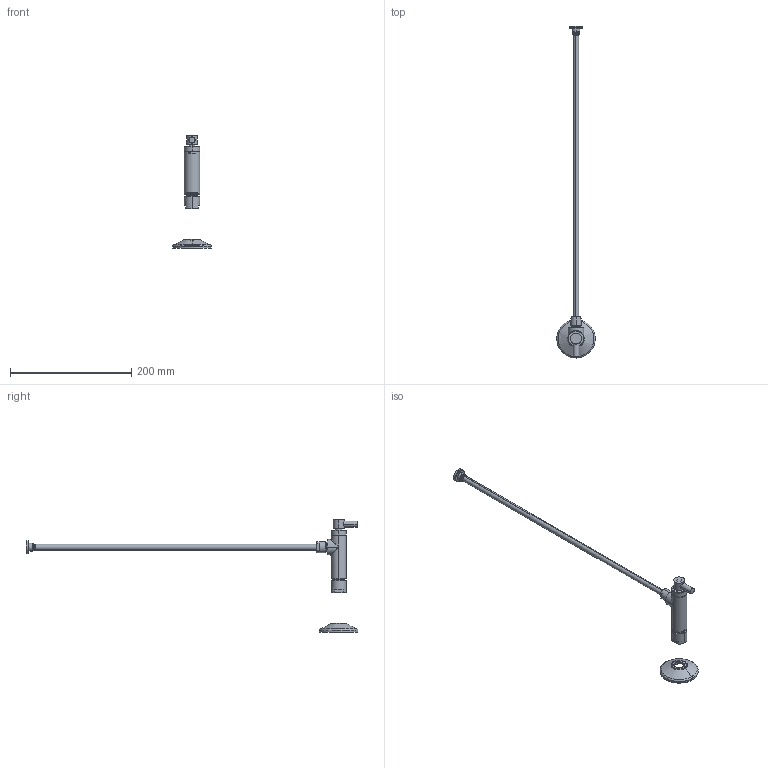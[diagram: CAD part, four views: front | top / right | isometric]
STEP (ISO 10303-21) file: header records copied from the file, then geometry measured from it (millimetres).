
FILE_DESCRIPTION((''),'2;1');
FILE_NAME('482-1','2021-06-17T13:25:58',('NSantos'),(''),'CREO PARAMETRIC BY PTC INC, 2018500','CREO PARAMETRIC BY PTC INC, 2018500','');
FILE_SCHEMA(('CONFIG_CONTROL_DESIGN'));
Length unit declared in the file: inch
Products named in the file (1): 482-1
Bounding box: 63.5 x 548 x 185.78 mm (x, y, z)
Volume: 43331 mm3; surface area: 103615.1 mm2
Topology: 8 solids, 26 shells, 803 faces, 2029 edges, 1276 vertices
Faces by surface type: cylinder 383, plane 200, bspline 88, cone 66, torus 62, sphere 4
Entity records: 40824 total; most frequent: CARTESIAN_POINT 22912, ORIENTED_EDGE 3845, DIRECTION 3323, EDGE_CURVE 2023, AXIS2_PLACEMENT_3D 1319, VERTEX_POINT 1276, EDGE_LOOP 867, FACE_OUTER_BOUND 803
